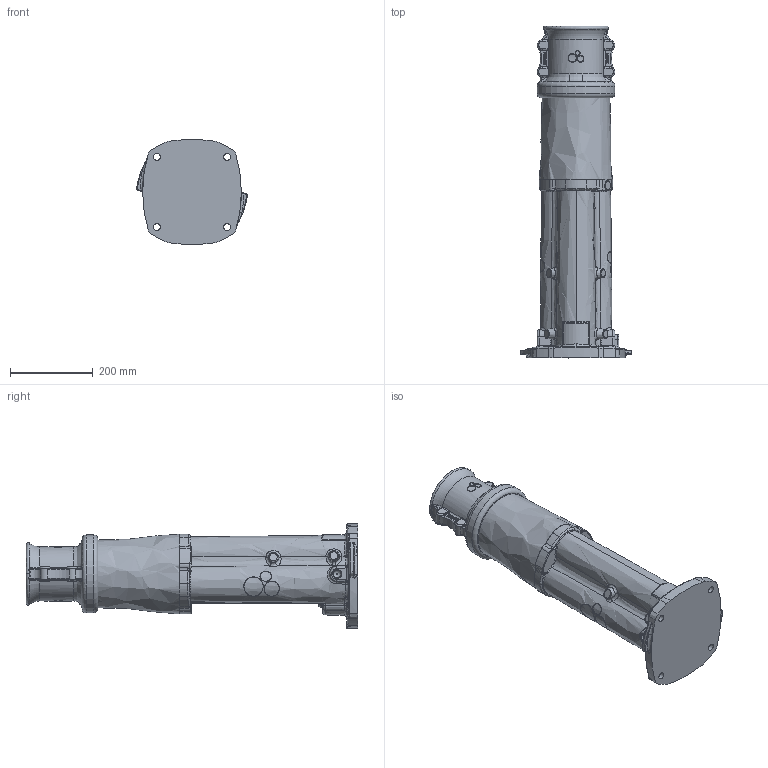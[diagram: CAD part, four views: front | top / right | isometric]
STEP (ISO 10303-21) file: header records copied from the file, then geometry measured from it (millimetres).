
FILE_DESCRIPTION(/* description */ (''),/* implementation_level */ '2;1');
FILE_NAME(/* name */ '22kV Body & KA Large Housing 117mm UA Clamps.stp',/* time_stamp */ '2021-02-24T13:44:57+10:00',/* author */ ('c.taylor012'),/* organization */ (''),/* preprocessor_version */ 'ST-DEVELOPER v16.5',/* originating_system */ 'Autodesk Inventor 2017',/* authorisation */ '');
FILE_SCHEMA (('AUTOMOTIVE_DESIGN { 1 0 10303 214 3 1 1 }'));
Products named in the file (4): RS258_SLD; 2246_SLD; 2226_SLD; 2702_SLD
Assembly tree (3 placements, depth 2):
  RS258_SLD
    2246_SLD
    2226_SLD
    2702_SLD
Bounding box: 266.86 x 800.99 x 253.36 mm (x, y, z)
Volume: 17735895.2 mm3; surface area: 683412.9 mm2
Topology: 3 solids, 3 shells, 2429 faces, 5565 edges, 3141 vertices
Faces by surface type: bspline 924, cylinder 736, plane 296, torus 265, sphere 180, cone 28
Full cylindrical faces by diameter (mm): 16.5 x4, 164 x1, 188 x1
Entity records: 99586 total; most frequent: CARTESIAN_POINT 48258, ORIENTED_EDGE 10970, DIRECTION 10033, EDGE_CURVE 5485, AXIS2_PLACEMENT_3D 4244, VERTEX_POINT 3129, EDGE_LOOP 2504, CIRCLE 2495
